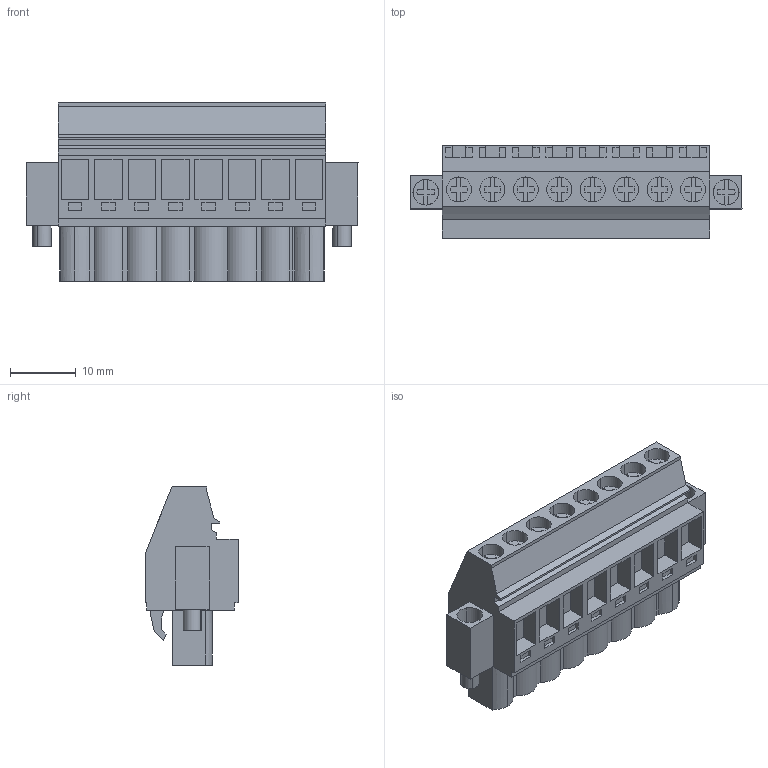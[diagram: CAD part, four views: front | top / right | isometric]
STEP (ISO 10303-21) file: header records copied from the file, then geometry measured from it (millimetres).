
FILE_DESCRIPTION(('CATIA V5 STEP','CAx-IF Rec.Pracs.--- Model Styling and Organization---1.2---2011-12-15'),'2;1');
FILE_NAME ('D1460164_0_1950370000_1950370000.stp','2017-09-09T10:11:11+00:00',('none'),('Weidmueller'),'CATIA Version 5-6 Release 2014','CATIA V5 STEP AP214','none');
FILE_SCHEMA(('AUTOMOTIVE_DESIGN { 1 0 10303 214 1 1 1 1 }'));
Length unit declared in the file: millimetre
Products named in the file (1): 1950370000.
Bounding box: 50.44 x 14.1 x 27.1 mm (x, y, z)
Volume: 9649.1 mm3; surface area: 6356.7 mm2
Topology: 11 solids, 11 shells, 596 faces, 1646 edges, 1111 vertices
Faces by surface type: plane 502, cylinder 90, extrusion 4
Entity records: 18078 total; most frequent: CARTESIAN_POINT 3516, ORIENTED_EDGE 3292, DIRECTION 2460, EDGE_CURVE 1646, VECTOR 1422, LINE 1418, VERTEX_POINT 1111, EDGE_LOOP 641
